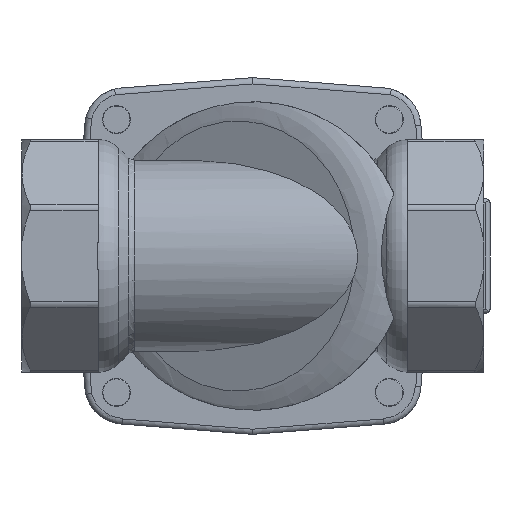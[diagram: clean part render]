
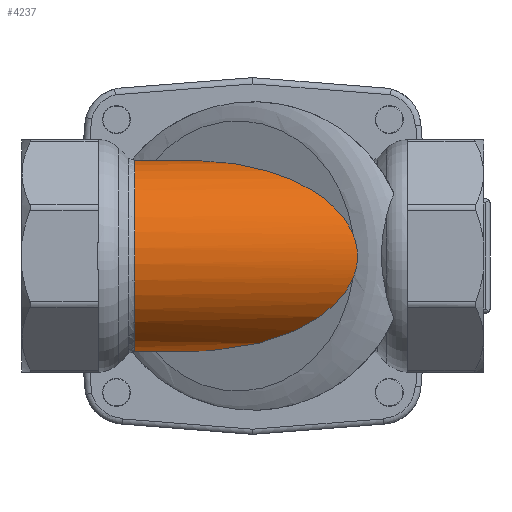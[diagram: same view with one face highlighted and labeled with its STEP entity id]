
A CAD part, front view. The second image highlights one B-rep face of the part: STEP entity #4237.
In plain terms, the highlighted cylindrical face has radius 22.75 mm (diameter 45.5 mm), a partial arc.
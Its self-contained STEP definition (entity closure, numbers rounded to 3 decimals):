
#790=CARTESIAN_POINT('',(-28.172,8.332,21.169));
#791=VERTEX_POINT('',#790);
#803=CARTESIAN_POINT('',(-23.893,5.419,22.095));
#804=VERTEX_POINT('',#803);
#805=CARTESIAN_POINT('',(-28.172,8.332,21.169));
#806=CARTESIAN_POINT('',(-26.933,7.344,21.558));
#807=CARTESIAN_POINT('',(-25.521,6.36,21.864));
#808=CARTESIAN_POINT('',(-23.893,5.419,22.095));
#809=B_SPLINE_CURVE_WITH_KNOTS('',3,(#805,#806,#807,#808),.UNSPECIFIED.,.F.,.U.,(4,4),(-13.059,-12.535),.UNSPECIFIED.);
#810=EDGE_CURVE('',#791,#804,#809,.T.);
#812=CARTESIAN_POINT('',(23.893,-22.169,5.107));
#813=VERTEX_POINT('',#812);
#821=CARTESIAN_POINT('',(23.893,-22.169,-5.107));
#822=VERTEX_POINT('',#821);
#823=CARTESIAN_POINT('',(23.893,-22.169,5.107));
#824=CARTESIAN_POINT('',(23.954,-22.205,4.952));
#825=CARTESIAN_POINT('',(24.014,-22.239,4.796));
#826=CARTESIAN_POINT('',(24.523,-22.529,3.404));
#827=CARTESIAN_POINT('',(24.826,-22.69,2.122));
#828=CARTESIAN_POINT('',(24.981,-22.772,-0.223));
#829=CARTESIAN_POINT('',(24.917,-22.739,-1.223));
#830=CARTESIAN_POINT('',(24.563,-22.548,-3.18));
#831=CARTESIAN_POINT('',(24.277,-22.391,-4.143));
#832=CARTESIAN_POINT('',(23.893,-22.169,-5.107));
#833=B_SPLINE_CURVE_WITH_KNOTS('',3,(#823,#824,#825,#826,#827,#828,#829,#830,#831,#832),.UNSPECIFIED.,.F.,.U.,(4,2,2,2,4),(-5.693,-5.622,-5.068,-4.64,-4.222),.UNSPECIFIED.);
#834=EDGE_CURVE('',#813,#822,#833,.T.);
#836=CARTESIAN_POINT('',(-23.893,5.419,-22.095));
#837=VERTEX_POINT('',#836);
#845=CARTESIAN_POINT('',(-28.172,8.332,-21.169));
#846=VERTEX_POINT('',#845);
#847=CARTESIAN_POINT('',(-23.893,5.419,-22.095));
#848=CARTESIAN_POINT('',(-23.992,5.477,-22.081));
#849=CARTESIAN_POINT('',(-24.092,5.535,-22.066));
#850=CARTESIAN_POINT('',(-25.701,6.485,-21.825));
#851=CARTESIAN_POINT('',(-27.014,7.409,-21.533));
#852=CARTESIAN_POINT('',(-28.172,8.332,-21.169));
#853=B_SPLINE_CURVE_WITH_KNOTS('',3,(#847,#848,#849,#850,#851,#852),.UNSPECIFIED.,.F.,.U.,(4,2,4),(-20.413,-20.384,-19.938),.UNSPECIFIED.);
#854=EDGE_CURVE('',#837,#846,#853,.T.);
#4170=CARTESIAN_POINT('',(-28.172,0.0,0.0));
#4171=DIRECTION('',(-1.0,0.0,0.0));
#4172=DIRECTION('',(0.0,0.0,1.0));
#4173=AXIS2_PLACEMENT_3D('',#4170,#4171,#4172);
#4174=CIRCLE('',#4173,22.75);
#4175=EDGE_CURVE('',#846,#791,#4174,.T.);
#4212=CARTESIAN_POINT('',(-36.95,0.0,0.0));
#4213=DIRECTION('',(1.0,0.0,0.0));
#4214=DIRECTION('',(0.0,0.0,1.0));
#4215=AXIS2_PLACEMENT_3D('',#4212,#4213,#4214);
#4216=CYLINDRICAL_SURFACE('',#4215,22.75);
#4217=ORIENTED_EDGE('',*,*,#810,.F.);
#4218=ORIENTED_EDGE('',*,*,#4175,.F.);
#4219=ORIENTED_EDGE('',*,*,#854,.F.);
#4220=CARTESIAN_POINT('',(-14.506,0.0,0.0));
#4221=DIRECTION('',(-0.5,-0.866,0.0));
#4222=DIRECTION('',(-0.866,0.5,0.0));
#4223=AXIS2_PLACEMENT_3D('',#4220,#4221,#4222);
#4224=ELLIPSE('',#4223,45.5,22.75);
#4225=EDGE_CURVE('',#822,#837,#4224,.F.);
#4226=ORIENTED_EDGE('',*,*,#4225,.F.);
#4227=ORIENTED_EDGE('',*,*,#834,.F.);
#4228=CARTESIAN_POINT('',(-14.506,0.0,0.0));
#4229=DIRECTION('',(-0.5,-0.866,0.0));
#4230=DIRECTION('',(-0.866,0.5,0.0));
#4231=AXIS2_PLACEMENT_3D('',#4228,#4229,#4230);
#4232=ELLIPSE('',#4231,45.5,22.75);
#4233=EDGE_CURVE('',#804,#813,#4232,.F.);
#4234=ORIENTED_EDGE('',*,*,#4233,.F.);
#4235=EDGE_LOOP('',(#4217,#4218,#4219,#4226,#4227,#4234));
#4236=FACE_OUTER_BOUND('',#4235,.T.);
#4237=ADVANCED_FACE('',(#4236),#4216,.T.);
